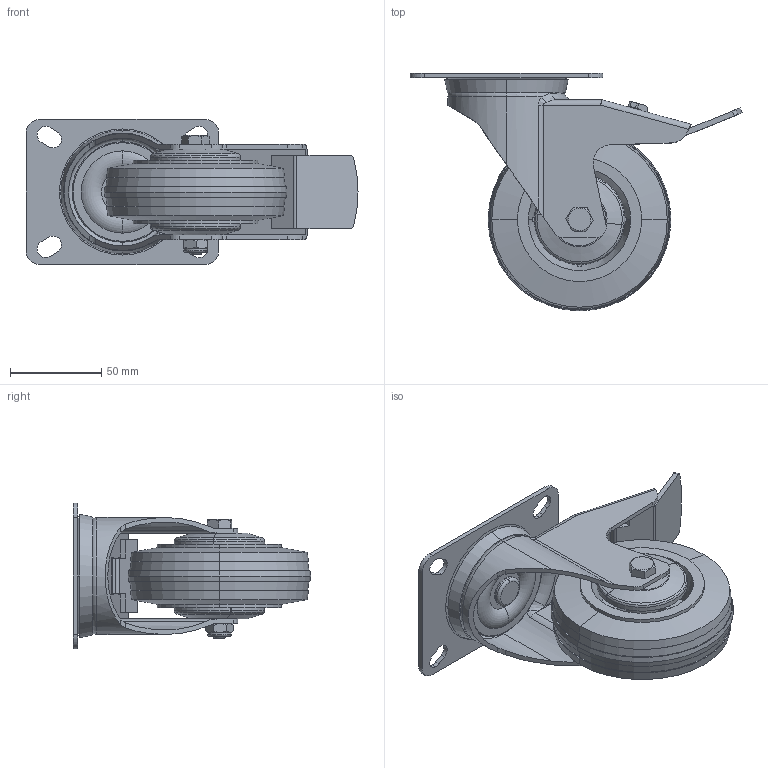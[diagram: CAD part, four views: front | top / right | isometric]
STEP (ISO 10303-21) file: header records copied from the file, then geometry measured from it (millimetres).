
FILE_DESCRIPTION (( 'STEP AP203' ), '1' );
FILE_NAME ('12755102.STEP', '2022-04-22T07:17:28', ( '' ), ( '' ), 'SwSTEP 2.0', 'SolidWorks 2021', '' );
FILE_SCHEMA (( 'CONFIG_CONTROL_DESIGN' ));
Length unit declared in the file: millimetre
Products named in the file (10): 12755102; 17360045080; ENT-8.5-12-46; Rlx-12-20-39; TH-M8x60; RA-13-23-2.5; 51001210-1; 51001210; M8-Auto-freiné; 12750400_47
Assembly tree (10 placements, depth 3):
  12755102
    51001210
      51001210-1
      RA-13-23-2.5
      Rlx-12-20-39
    12750400_47
    17360045080  x2
    ENT-8.5-12-46
    TH-M8x60
    M8-Auto-freiné
Bounding box: 181.59 x 130 x 79.7 mm (x, y, z)
Volume: 282041.7 mm3; surface area: 139629.8 mm2
Topology: 24 solids, 24 shells, 482 faces, 1201 edges, 770 vertices
Faces by surface type: plane 210, cylinder 164, cone 56, torus 44, bspline 8
Entity records: 15775 total; most frequent: CARTESIAN_POINT 3178, DIRECTION 2561, ORIENTED_EDGE 2334, EDGE_CURVE 1167, AXIS2_PLACEMENT_3D 999, VERTEX_POINT 750, LINE 563, VECTOR 563
